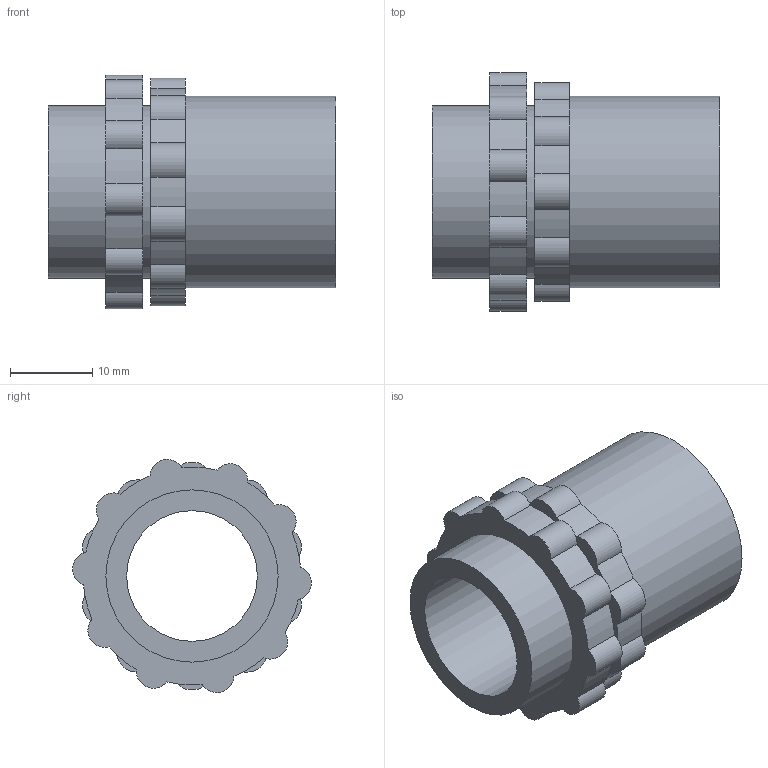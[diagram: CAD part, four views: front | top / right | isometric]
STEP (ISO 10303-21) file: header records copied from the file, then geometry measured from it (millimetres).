
FILE_DESCRIPTION(('STEP AP203'), '1');
FILE_NAME('Ìóôòà ââîäíàÿ äëÿ ìåòàëëîðóêàâà ïëàñòèêîâàÿ ÌÂÏ-15', '', ('UNSPECIFIED'), ('UNSPECIFIED'), 'ASCON STEP Converter 1.6', 'ASCON Math Kernel', '');
FILE_SCHEMA(('CONFIG_CONTROL_DESIGN'));
Length unit declared in the file: millimetre
Products named in the file (1): -03
Bounding box: 35 x 29.05 x 28.38 mm (x, y, z)
Volume: 6341.6 mm3; surface area: 6677.9 mm2
Topology: 2 solids, 2 shells, 61 faces, 165 edges, 111 vertices
Faces by surface type: cylinder 49, plane 9, bspline 3
Full cylindrical faces by diameter (mm): 15.9 x1, 19.5 x1, 20.3 x3, 20.955 x1, 23.3 x1
Entity records: 4846 total; most frequent: CARTESIAN_POINT 2740, DIRECTION 352, ORIENTED_EDGE 316, EDGE_CURVE 158, AXIS2_PLACEMENT_3D 151, VERTEX_POINT 110, CIRCLE 92, EDGE_LOOP 74
